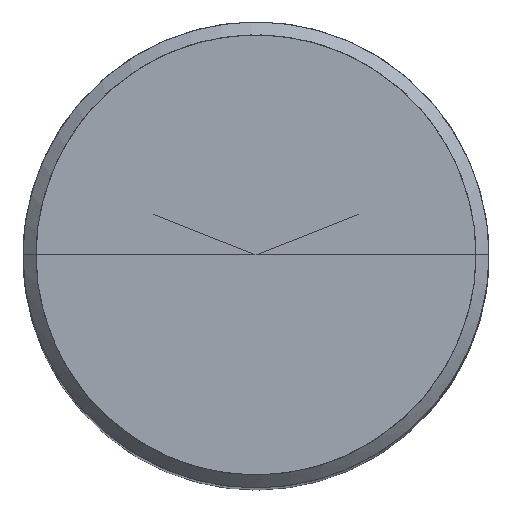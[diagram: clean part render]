
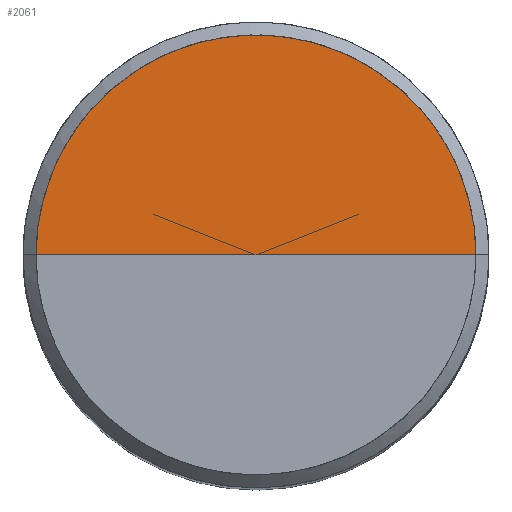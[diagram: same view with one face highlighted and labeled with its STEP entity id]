
A CAD part, top view. The second image highlights one B-rep face of the part: STEP entity #2061.
In plain terms, the highlighted free-form (B-spline) face has degree [1, 2] with [2, 5] control points.
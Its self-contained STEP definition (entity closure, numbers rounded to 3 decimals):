
#1796=CARTESIAN_POINT('',(8.5,0.0,48.0));
#1797=CARTESIAN_POINT('',(8.5,8.5,48.0));
#1798=CARTESIAN_POINT('',(0.0,8.5,48.0));
#1799=CARTESIAN_POINT('',(-8.5,8.5,48.0));
#1800=CARTESIAN_POINT('',(-8.5,0.0,48.0));
#1801=CARTESIAN_POINT('',(0.0,0.0,48.0));
#2046=(
BOUNDED_SURFACE()
B_SPLINE_SURFACE(1,2,(
(#1796,#1797,#1798,#1799,#1800),
(#1801,#1801,#1801,#1801,#1801)
), .UNSPECIFIED.,.F.,.F.,.F.)
B_SPLINE_SURFACE_WITH_KNOTS((2,2),(3,2,3),(
0.0,1.0),(
0.0,0.5,1.0), .UNSPECIFIED.)
GEOMETRIC_REPRESENTATION_ITEM()
RATIONAL_B_SPLINE_SURFACE(((1.0,0.707,1.0,0.707,1.0),
(1.0,0.707,1.0,0.707,1.0)
))
REPRESENTATION_ITEM('')
SURFACE()
);
#2047=(
BOUNDED_CURVE()
B_SPLINE_CURVE(2,(#1800,#1799,#1798,#1797,#1796),.UNSPECIFIED.,.F.,.F.)
B_SPLINE_CURVE_WITH_KNOTS((3,2,3),
(0.0,0.5,1.0),.UNSPECIFIED.)
CURVE()
GEOMETRIC_REPRESENTATION_ITEM()
RATIONAL_B_SPLINE_CURVE((1.0,0.707,1.0,0.707,1.0))
REPRESENTATION_ITEM('')
);
#2048=(
BOUNDED_CURVE()
B_SPLINE_CURVE(1,(#1796,#1801),.UNSPECIFIED.,.F.,.F.)
B_SPLINE_CURVE_WITH_KNOTS((2,2),
(0.0,1.0),.UNSPECIFIED.)
CURVE()
GEOMETRIC_REPRESENTATION_ITEM()
RATIONAL_B_SPLINE_CURVE((1.0,1.0))
REPRESENTATION_ITEM('')
);
#2049=(
BOUNDED_CURVE()
B_SPLINE_CURVE(1,(#1801,#1800),.UNSPECIFIED.,.F.,.F.)
B_SPLINE_CURVE_WITH_KNOTS((2,2),
(0.0,1.0),.UNSPECIFIED.)
CURVE()
GEOMETRIC_REPRESENTATION_ITEM()
RATIONAL_B_SPLINE_CURVE((1.0,1.0))
REPRESENTATION_ITEM('')
);
#2050=VERTEX_POINT('',#1796);
#2051=VERTEX_POINT('',#1800);
#2052=VERTEX_POINT('',#1801);
#2053=EDGE_CURVE('',#2051,#2050,#2047,.T.);
#2054=EDGE_CURVE('',#2050,#2052,#2048,.T.);
#2055=EDGE_CURVE('',#2052,#2051,#2049,.T.);
#2056=ORIENTED_EDGE('',*,*,#2053,.T.);
#2057=ORIENTED_EDGE('',*,*,#2054,.T.);
#2058=ORIENTED_EDGE('',*,*,#2055,.T.);
#2059=EDGE_LOOP('',(#2056,#2057,#2058));
#2060=FACE_OUTER_BOUND('',#2059,.T.);
#2061=ADVANCED_FACE('',(#2060),#2046,.T.);
